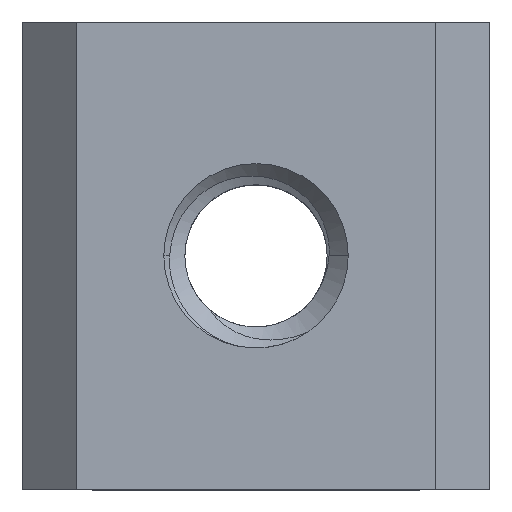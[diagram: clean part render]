
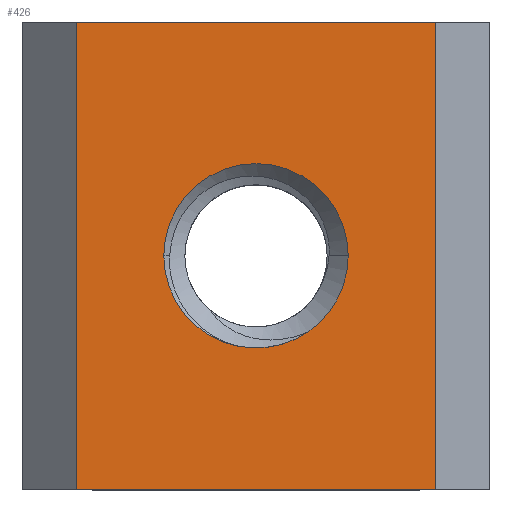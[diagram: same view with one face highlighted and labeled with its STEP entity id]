
A CAD part, top view. The second image highlights one B-rep face of the part: STEP entity #426.
In plain terms, the highlighted planar face has unit normal (0, 0, 1).
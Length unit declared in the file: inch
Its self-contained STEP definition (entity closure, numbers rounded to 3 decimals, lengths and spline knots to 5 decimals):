
#47 = LINE ( 'NONE', #587, #993 ) ;
#90 = AXIS2_PLACEMENT_3D ( 'NONE', #138, #122, #713 ) ;
#121 = DIRECTION ( 'NONE',  ( 0., 0., -1. ) ) ;
#122 = DIRECTION ( 'NONE',  ( 0., 0., -1. ) ) ;
#130 = LINE ( 'NONE', #2101, #2296 ) ;
#133 = CIRCLE ( 'NONE', #2123, 0.069 ) ;
#138 = CARTESIAN_POINT ( 'NONE',  ( 0., 1.65, -0.215 ) ) ;
#142 = EDGE_CURVE ( 'NONE', #233, #995, #410, .T. ) ;
#191 = VECTOR ( 'NONE', #836, 39.37008 ) ;
#213 = EDGE_CURVE ( 'NONE', #762, #1425, #133, .T. ) ;
#233 = VERTEX_POINT ( 'NONE', #1243 ) ;
#354 = PLANE ( 'NONE',  #877 ) ;
#381 = VERTEX_POINT ( 'NONE', #949 ) ;
#400 = DIRECTION ( 'NONE',  ( -1., 0., 0. ) ) ;
#410 = CIRCLE ( 'NONE', #1997, 0.069 ) ;
#426 = ADVANCED_FACE ( 'NONE', ( #1489, #2236 ), #354, .T. ) ;
#435 = EDGE_CURVE ( 'NONE', #1425, #233, #465, .T. ) ;
#439 = CARTESIAN_POINT ( 'NONE',  ( -0.13447, 1.475, -0.215 ) ) ;
#445 = ORIENTED_EDGE ( 'NONE', *, *, #142, .T. ) ;
#465 = CIRCLE ( 'NONE', #90, 0.069 ) ;
#479 = EDGE_CURVE ( 'NONE', #1820, #935, #47, .T. ) ;
#495 = DIRECTION ( 'NONE',  ( 1., 0., 0. ) ) ;
#528 = DIRECTION ( 'NONE',  ( 1., 0., 0. ) ) ;
#587 = CARTESIAN_POINT ( 'NONE',  ( 0., 1.475, -0.215 ) ) ;
#644 = LINE ( 'NONE', #1043, #1041 ) ;
#678 = ORIENTED_EDGE ( 'NONE', *, *, #1029, .T. ) ;
#703 = CARTESIAN_POINT ( 'NONE',  ( 0., 1.65, -0.215 ) ) ;
#713 = DIRECTION ( 'NONE',  ( 1., 0., 0. ) ) ;
#716 = EDGE_CURVE ( 'NONE', #995, #762, #933, .T. ) ;
#735 = ORIENTED_EDGE ( 'NONE', *, *, #213, .T. ) ;
#762 = VERTEX_POINT ( 'NONE', #1694 ) ;
#790 = DIRECTION ( 'NONE',  ( 0., -1., 0. ) ) ;
#836 = DIRECTION ( 'NONE',  ( -1., 0., 0. ) ) ;
#874 = LINE ( 'NONE', #1411, #191 ) ;
#877 = AXIS2_PLACEMENT_3D ( 'NONE', #1666, #1830, #528 ) ;
#924 = CARTESIAN_POINT ( 'NONE',  ( 0.069, 1.65, -0.215 ) ) ;
#933 = CIRCLE ( 'NONE', #2401, 0.069 ) ;
#935 = VERTEX_POINT ( 'NONE', #439 ) ;
#949 = CARTESIAN_POINT ( 'NONE',  ( 0.13447, 1.825, -0.215 ) ) ;
#993 = VECTOR ( 'NONE', #400, 39.37008 ) ;
#995 = VERTEX_POINT ( 'NONE', #1159 ) ;
#1029 = EDGE_CURVE ( 'NONE', #1494, #935, #130, .T. ) ;
#1041 = VECTOR ( 'NONE', #2380, 39.37008 ) ;
#1043 = CARTESIAN_POINT ( 'NONE',  ( 0.13447, 2.3, -0.215 ) ) ;
#1050 = ORIENTED_EDGE ( 'NONE', *, *, #1644, .T. ) ;
#1061 = DIRECTION ( 'NONE',  ( 0., 0., -1. ) ) ;
#1063 = DIRECTION ( 'NONE',  ( 0., 0., -1. ) ) ;
#1107 = ORIENTED_EDGE ( 'NONE', *, *, #1239, .F. ) ;
#1159 = CARTESIAN_POINT ( 'NONE',  ( -0.01351, 1.58234, -0.215 ) ) ;
#1239 = EDGE_CURVE ( 'NONE', #381, #1820, #644, .T. ) ;
#1243 = CARTESIAN_POINT ( 'NONE',  ( 0.03882, 1.59296, -0.215 ) ) ;
#1411 = CARTESIAN_POINT ( 'NONE',  ( 0., 1.825, -0.215 ) ) ;
#1425 = VERTEX_POINT ( 'NONE', #924 ) ;
#1427 = ORIENTED_EDGE ( 'NONE', *, *, #716, .T. ) ;
#1433 = DIRECTION ( 'NONE',  ( 1., 0., 0. ) ) ;
#1447 = CARTESIAN_POINT ( 'NONE',  ( 0., 1.65, -0.215 ) ) ;
#1461 = EDGE_LOOP ( 'NONE', ( #678, #2064, #1107, #1050 ) ) ;
#1479 = CARTESIAN_POINT ( 'NONE',  ( 0.13447, 1.475, -0.215 ) ) ;
#1489 = FACE_BOUND ( 'NONE', #1936, .T. ) ;
#1494 = VERTEX_POINT ( 'NONE', #2302 ) ;
#1644 = EDGE_CURVE ( 'NONE', #381, #1494, #874, .T. ) ;
#1666 = CARTESIAN_POINT ( 'NONE',  ( 0., 2.3, -0.215 ) ) ;
#1694 = CARTESIAN_POINT ( 'NONE',  ( -0.069, 1.65, -0.215 ) ) ;
#1820 = VERTEX_POINT ( 'NONE', #1479 ) ;
#1830 = DIRECTION ( 'NONE',  ( 0., 0., 1. ) ) ;
#1936 = EDGE_LOOP ( 'NONE', ( #445, #1427, #735, #2272 ) ) ;
#1997 = AXIS2_PLACEMENT_3D ( 'NONE', #703, #1063, #495 ) ;
#2007 = CARTESIAN_POINT ( 'NONE',  ( 0., 1.65, -0.215 ) ) ;
#2064 = ORIENTED_EDGE ( 'NONE', *, *, #479, .F. ) ;
#2101 = CARTESIAN_POINT ( 'NONE',  ( -0.13447, 2.3, -0.215 ) ) ;
#2123 = AXIS2_PLACEMENT_3D ( 'NONE', #2007, #121, #1433 ) ;
#2236 = FACE_OUTER_BOUND ( 'NONE', #1461, .T. ) ;
#2256 = DIRECTION ( 'NONE',  ( 1., 0., 0. ) ) ;
#2272 = ORIENTED_EDGE ( 'NONE', *, *, #435, .T. ) ;
#2296 = VECTOR ( 'NONE', #790, 39.37008 ) ;
#2302 = CARTESIAN_POINT ( 'NONE',  ( -0.13447, 1.825, -0.215 ) ) ;
#2380 = DIRECTION ( 'NONE',  ( 0., -1., 0. ) ) ;
#2401 = AXIS2_PLACEMENT_3D ( 'NONE', #1447, #1061, #2256 ) ;
